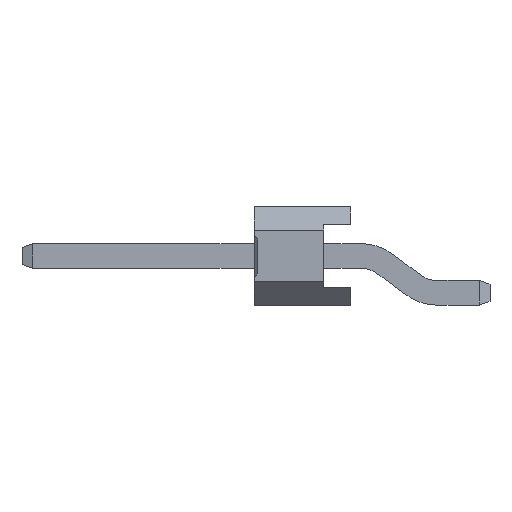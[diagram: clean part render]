
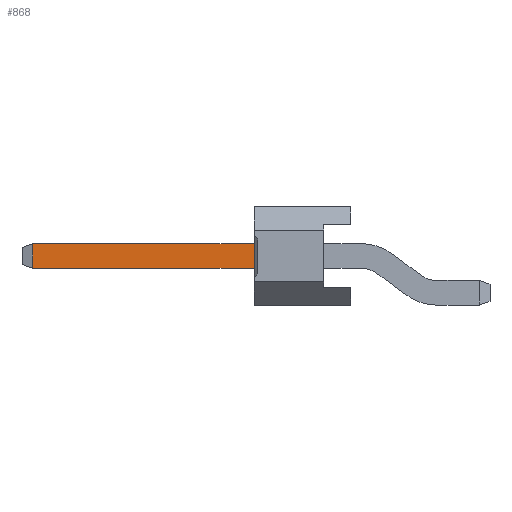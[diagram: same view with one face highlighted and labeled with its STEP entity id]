
A CAD part, left-side view. The second image highlights one B-rep face of the part: STEP entity #868.
In plain terms, the highlighted planar face has unit normal (-1, 0, 0).
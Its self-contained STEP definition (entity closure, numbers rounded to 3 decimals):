
#868=ADVANCED_FACE('',(#3749),#3751,.T.);
#3749=FACE_BOUND('',#3750,.T.);
#3750=EDGE_LOOP('',(#6088,#6089,#6090,#6091));
#3751=PLANE('',#3752);
#3752=AXIS2_PLACEMENT_3D('',#3753,#3754,#3755);
#3753=CARTESIAN_POINT('',(-0.32,-0.85,0.));
#3754=DIRECTION('',(-1.,0.,0.));
#3755=DIRECTION('',(0.,0.,1.));
#6088=ORIENTED_EDGE('',*,*,#7310,.F.);
#6089=ORIENTED_EDGE('',*,*,#7611,.T.);
#6090=ORIENTED_EDGE('',*,*,#7612,.F.);
#6091=ORIENTED_EDGE('',*,*,#7613,.F.);
#7310=EDGE_CURVE('',#8287,#8289,#8290,.T.);
#7611=EDGE_CURVE('',#8287,#8786,#8788,.T.);
#7612=EDGE_CURVE('',#8789,#8786,#8790,.T.);
#7613=EDGE_CURVE('',#8289,#8789,#8791,.T.);
#8287=VERTEX_POINT('',#9935);
#8289=VERTEX_POINT('',#9939);
#8290=LINE('',#9940,#9941);
#8786=VERTEX_POINT('',#11036);
#8788=LINE('',#11040,#11041);
#8789=VERTEX_POINT('',#11043);
#8790=LINE('',#11044,#11045);
#8791=LINE('',#11047,#11048);
#9935=CARTESIAN_POINT('',(-0.32,5.25,1.59));
#9939=CARTESIAN_POINT('',(-0.32,5.25,0.95));
#9940=CARTESIAN_POINT('',(-0.32,5.25,1.59));
#9941=VECTOR('',#9942,1.);
#9942=DIRECTION('',(0.,0.,-1.));
#11036=CARTESIAN_POINT('',(-0.32,10.975,1.59));
#11040=CARTESIAN_POINT('',(-0.32,5.25,1.59));
#11041=VECTOR('',#11042,1.);
#11042=DIRECTION('',(0.,1.,0.));
#11043=CARTESIAN_POINT('',(-0.32,10.975,0.95));
#11044=CARTESIAN_POINT('',(-0.32,10.975,0.95));
#11045=VECTOR('',#11046,1.);
#11046=DIRECTION('',(0.,0.,1.));
#11047=CARTESIAN_POINT('',(-0.32,5.25,0.95));
#11048=VECTOR('',#11049,1.);
#11049=DIRECTION('',(0.,1.,0.));
